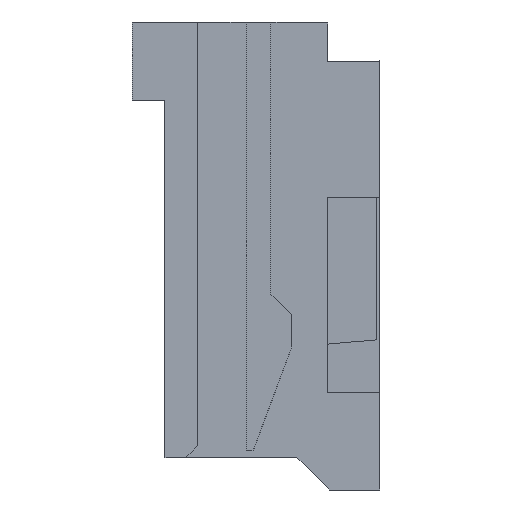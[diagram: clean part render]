
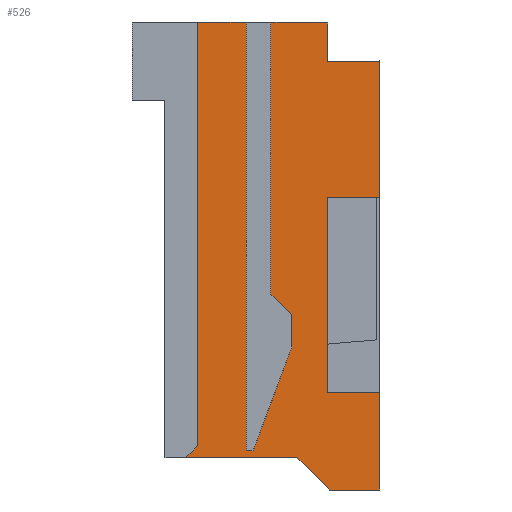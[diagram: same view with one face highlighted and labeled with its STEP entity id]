
A CAD part, left-side view. The second image highlights one B-rep face of the part: STEP entity #526.
In plain terms, the highlighted planar face has unit normal (-1, 0, 0).
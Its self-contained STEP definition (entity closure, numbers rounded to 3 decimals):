
#526 = ADVANCED_FACE( '', ( #1377 ), #1378, .T. );
#1377 = FACE_OUTER_BOUND( '', #2568, .T. );
#1378 = PLANE( '', #2569 );
#2568 = EDGE_LOOP( '', ( #4043, #4044, #4045, #4046, #4047, #4048, #4049, #4050, #4051, #4052, #4053, #4054, #4055, #4056, #4057, #4058, #4059, #4060, #4061, #4062 ) );
#2569 = AXIS2_PLACEMENT_3D( '', #4063, #4064, #4065 );
#4043 = ORIENTED_EDGE( '', *, *, #7561, .T. );
#4044 = ORIENTED_EDGE( '', *, *, #7562, .T. );
#4045 = ORIENTED_EDGE( '', *, *, #7563, .T. );
#4046 = ORIENTED_EDGE( '', *, *, #7564, .T. );
#4047 = ORIENTED_EDGE( '', *, *, #7565, .T. );
#4048 = ORIENTED_EDGE( '', *, *, #7566, .T. );
#4049 = ORIENTED_EDGE( '', *, *, #7567, .T. );
#4050 = ORIENTED_EDGE( '', *, *, #7568, .T. );
#4051 = ORIENTED_EDGE( '', *, *, #7569, .T. );
#4052 = ORIENTED_EDGE( '', *, *, #7570, .T. );
#4053 = ORIENTED_EDGE( '', *, *, #7571, .T. );
#4054 = ORIENTED_EDGE( '', *, *, #7572, .T. );
#4055 = ORIENTED_EDGE( '', *, *, #7573, .T. );
#4056 = ORIENTED_EDGE( '', *, *, #7574, .T. );
#4057 = ORIENTED_EDGE( '', *, *, #7496, .T. );
#4058 = ORIENTED_EDGE( '', *, *, #7386, .F. );
#4059 = ORIENTED_EDGE( '', *, *, #7575, .T. );
#4060 = ORIENTED_EDGE( '', *, *, #7576, .T. );
#4061 = ORIENTED_EDGE( '', *, *, #7462, .T. );
#4062 = ORIENTED_EDGE( '', *, *, #7577, .F. );
#4063 = CARTESIAN_POINT( '', ( -10.15, 0., 0. ) );
#4064 = DIRECTION( '', ( -1., 0., 0. ) );
#4065 = DIRECTION( '', ( 0., 0., 1. ) );
#7386 = EDGE_CURVE( '', #8922, #8916, #8924, .T. );
#7462 = EDGE_CURVE( '', #9061, #9059, #9062, .T. );
#7496 = EDGE_CURVE( '', #9127, #8916, #9128, .T. );
#7561 = EDGE_CURVE( '', #9235, #9236, #9237, .T. );
#7562 = EDGE_CURVE( '', #9236, #9238, #9239, .T. );
#7563 = EDGE_CURVE( '', #9238, #9240, #9241, .T. );
#7564 = EDGE_CURVE( '', #9240, #9242, #9243, .T. );
#7565 = EDGE_CURVE( '', #9242, #9244, #9245, .T. );
#7566 = EDGE_CURVE( '', #9244, #9246, #9247, .T. );
#7567 = EDGE_CURVE( '', #9246, #9248, #9249, .T. );
#7568 = EDGE_CURVE( '', #9248, #9250, #9251, .T. );
#7569 = EDGE_CURVE( '', #9250, #9252, #9253, .T. );
#7570 = EDGE_CURVE( '', #9252, #9254, #9255, .T. );
#7571 = EDGE_CURVE( '', #9254, #9256, #9257, .T. );
#7572 = EDGE_CURVE( '', #9256, #9258, #9259, .T. );
#7573 = EDGE_CURVE( '', #9258, #9260, #9261, .T. );
#7574 = EDGE_CURVE( '', #9260, #9127, #9262, .T. );
#7575 = EDGE_CURVE( '', #8922, #9263, #9264, .T. );
#7576 = EDGE_CURVE( '', #9263, #9061, #9265, .T. );
#7577 = EDGE_CURVE( '', #9235, #9059, #9266, .T. );
#8916 = VERTEX_POINT( '', #11108 );
#8922 = VERTEX_POINT( '', #11117 );
#8924 = LINE( '', #11120, #11121 );
#9059 = VERTEX_POINT( '', #11316 );
#9061 = VERTEX_POINT( '', #11319 );
#9062 = LINE( '', #11320, #11321 );
#9127 = VERTEX_POINT( '', #11419 );
#9128 = LINE( '', #11420, #11421 );
#9235 = VERTEX_POINT( '', #11578 );
#9236 = VERTEX_POINT( '', #11579 );
#9237 = LINE( '', #11580, #11581 );
#9238 = VERTEX_POINT( '', #11582 );
#9239 = LINE( '', #11583, #11584 );
#9240 = VERTEX_POINT( '', #11585 );
#9241 = LINE( '', #11586, #11587 );
#9242 = VERTEX_POINT( '', #11588 );
#9243 = LINE( '', #11589, #11590 );
#9244 = VERTEX_POINT( '', #11591 );
#9245 = LINE( '', #11592, #11593 );
#9246 = VERTEX_POINT( '', #11594 );
#9247 = LINE( '', #11595, #11596 );
#9248 = VERTEX_POINT( '', #11597 );
#9249 = LINE( '', #11598, #11599 );
#9250 = VERTEX_POINT( '', #11600 );
#9251 = LINE( '', #11601, #11602 );
#9252 = VERTEX_POINT( '', #11603 );
#9253 = LINE( '', #11604, #11605 );
#9254 = VERTEX_POINT( '', #11606 );
#9255 = LINE( '', #11607, #11608 );
#9256 = VERTEX_POINT( '', #11609 );
#9257 = LINE( '', #11610, #11611 );
#9258 = VERTEX_POINT( '', #11612 );
#9259 = LINE( '', #11613, #11614 );
#9260 = VERTEX_POINT( '', #11615 );
#9261 = LINE( '', #11616, #11617 );
#9262 = LINE( '', #11618, #11619 );
#9263 = VERTEX_POINT( '', #11620 );
#9264 = LINE( '', #11621, #11622 );
#9265 = LINE( '', #11623, #11624 );
#9266 = LINE( '', #11625, #11626 );
#11108 = CARTESIAN_POINT( '', ( -10.15, -1.9, -1.75 ) );
#11117 = CARTESIAN_POINT( '', ( -10.15, -1.1, -1.75 ) );
#11120 = CARTESIAN_POINT( '', ( -10.15, -1.1, -1.75 ) );
#11121 = VECTOR( '', #14080, 1000. );
#11316 = CARTESIAN_POINT( '', ( -10.15, -1.9, 3.35 ) );
#11319 = CARTESIAN_POINT( '', ( -10.15, -1.9, 1.25 ) );
#11320 = CARTESIAN_POINT( '', ( -10.15, -1.9, -3.25 ) );
#11321 = VECTOR( '', #14142, 1000. );
#11419 = CARTESIAN_POINT( '', ( -10.15, -1.9, -3.25 ) );
#11420 = CARTESIAN_POINT( '', ( -10.15, -1.9, -3.25 ) );
#11421 = VECTOR( '', #14176, 1000. );
#11578 = CARTESIAN_POINT( '', ( -10.15, -1.1, 3.35 ) );
#11579 = CARTESIAN_POINT( '', ( -10.15, -1.1, 3.95 ) );
#11580 = CARTESIAN_POINT( '', ( -10.15, -1.1, 3.35 ) );
#11581 = VECTOR( '', #14227, 1000. );
#11582 = CARTESIAN_POINT( '', ( -10.15, -0.23, 3.95 ) );
#11583 = CARTESIAN_POINT( '', ( -10.15, -1.9, 3.95 ) );
#11584 = VECTOR( '', #14228, 1000. );
#11585 = CARTESIAN_POINT( '', ( -10.15, -0.23, -0.25 ) );
#11586 = CARTESIAN_POINT( '', ( -10.15, -0.23, 3.95 ) );
#11587 = VECTOR( '', #14229, 1000. );
#11588 = CARTESIAN_POINT( '', ( -10.15, -0.55, -0.55 ) );
#11589 = CARTESIAN_POINT( '', ( -10.15, -0.23, -0.25 ) );
#11590 = VECTOR( '', #14230, 1000. );
#11591 = CARTESIAN_POINT( '', ( -10.15, -0.55, -1.05 ) );
#11592 = CARTESIAN_POINT( '', ( -10.15, -0.55, -0.55 ) );
#11593 = VECTOR( '', #14231, 1000. );
#11594 = CARTESIAN_POINT( '', ( -10.15, 0.045, -2.65 ) );
#11595 = CARTESIAN_POINT( '', ( -10.15, -0.55, -1.05 ) );
#11596 = VECTOR( '', #14232, 1000. );
#11597 = CARTESIAN_POINT( '', ( -10.15, 0.15, -2.65 ) );
#11598 = CARTESIAN_POINT( '', ( -10.15, 0.045, -2.65 ) );
#11599 = VECTOR( '', #14233, 1000. );
#11600 = CARTESIAN_POINT( '', ( -10.15, 0.15, 3.95 ) );
#11601 = CARTESIAN_POINT( '', ( -10.15, 0.15, -2.65 ) );
#11602 = VECTOR( '', #14234, 1000. );
#11603 = CARTESIAN_POINT( '', ( -10.15, 0.9, 3.95 ) );
#11604 = CARTESIAN_POINT( '', ( -10.15, 0.15, 3.95 ) );
#11605 = VECTOR( '', #14235, 1000. );
#11606 = CARTESIAN_POINT( '', ( -10.15, 0.9, -2.57 ) );
#11607 = CARTESIAN_POINT( '', ( -10.15, 0.9, 3.95 ) );
#11608 = VECTOR( '', #14236, 1000. );
#11609 = CARTESIAN_POINT( '', ( -10.15, 1.08, -2.75 ) );
#11610 = CARTESIAN_POINT( '', ( -10.15, 0.9, -2.57 ) );
#11611 = VECTOR( '', #14237, 1000. );
#11612 = CARTESIAN_POINT( '', ( -10.15, -0.63, -2.75 ) );
#11613 = CARTESIAN_POINT( '', ( -10.15, 1.08, -2.75 ) );
#11614 = VECTOR( '', #14238, 1000. );
#11615 = CARTESIAN_POINT( '', ( -10.15, -1.13, -3.25 ) );
#11616 = CARTESIAN_POINT( '', ( -10.15, -0.63, -2.75 ) );
#11617 = VECTOR( '', #14239, 1000. );
#11618 = CARTESIAN_POINT( '', ( -10.15, -1.13, -3.25 ) );
#11619 = VECTOR( '', #14240, 1000. );
#11620 = CARTESIAN_POINT( '', ( -10.15, -1.1, 1.25 ) );
#11621 = CARTESIAN_POINT( '', ( -10.15, -1.1, -1.75 ) );
#11622 = VECTOR( '', #14241, 1000. );
#11623 = CARTESIAN_POINT( '', ( -10.15, -1.1, 1.25 ) );
#11624 = VECTOR( '', #14242, 1000. );
#11625 = CARTESIAN_POINT( '', ( -10.15, -1.1, 3.35 ) );
#11626 = VECTOR( '', #14243, 1000. );
#14080 = DIRECTION( '', ( 0., -1., 0. ) );
#14142 = DIRECTION( '', ( 0., 0., 1. ) );
#14176 = DIRECTION( '', ( 0., 0., 1. ) );
#14227 = DIRECTION( '', ( 0., 0., 1. ) );
#14228 = DIRECTION( '', ( 0., 1., 0. ) );
#14229 = DIRECTION( '', ( 0., 0., -1. ) );
#14230 = DIRECTION( '', ( 0., -0.73, -0.684 ) );
#14231 = DIRECTION( '', ( 0., 0., -1. ) );
#14232 = DIRECTION( '', ( 0., 0.349, -0.937 ) );
#14233 = DIRECTION( '', ( 0., 1., 0. ) );
#14234 = DIRECTION( '', ( 0., 0., 1. ) );
#14235 = DIRECTION( '', ( 0., 1., 0. ) );
#14236 = DIRECTION( '', ( 0., 0., -1. ) );
#14237 = DIRECTION( '', ( 0., 0.707, -0.707 ) );
#14238 = DIRECTION( '', ( 0., -1., 0. ) );
#14239 = DIRECTION( '', ( 0., -0.707, -0.707 ) );
#14240 = DIRECTION( '', ( 0., -1., 0. ) );
#14241 = DIRECTION( '', ( 0., 0., 1. ) );
#14242 = DIRECTION( '', ( 0., -1., 0. ) );
#14243 = DIRECTION( '', ( 0., -1., 0. ) );
